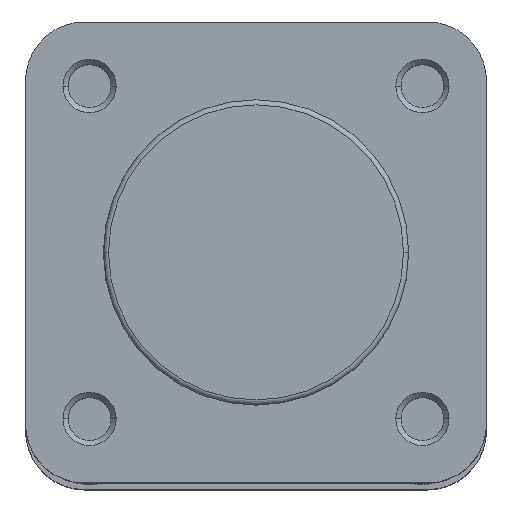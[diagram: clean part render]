
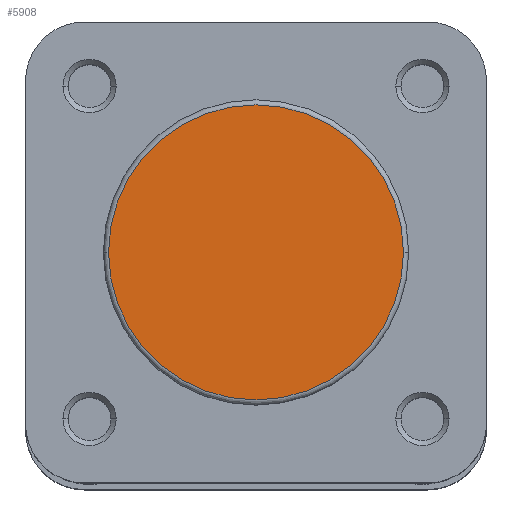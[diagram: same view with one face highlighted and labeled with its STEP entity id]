
A CAD part, top view. The second image highlights one B-rep face of the part: STEP entity #5908.
In plain terms, the highlighted planar face has unit normal (0, 0, 1).
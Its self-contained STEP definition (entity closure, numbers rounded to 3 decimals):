
#88 = VERTEX_POINT ( 'NONE', #371 ) ;
#89 = VERTEX_POINT ( 'NONE', #372 ) ;
#371 = CARTESIAN_POINT ( 'NONE',  ( 14.4, 0., 0. ) ) ;
#372 = CARTESIAN_POINT ( 'NONE',  ( -14.4, 0., 0. ) ) ;
#700 = CARTESIAN_POINT ( 'NONE',  ( 0., 0., 0. ) ) ;
#701 = DIRECTION ( 'NONE',  ( 0., 0., 1. ) ) ;
#702 = DIRECTION ( 'NONE',  ( -1., 0., 0. ) ) ;
#813 = CARTESIAN_POINT ( 'NONE',  ( 0., 0., 0. ) ) ;
#816 = DIRECTION ( 'NONE',  ( 0., 0., 1. ) ) ;
#817 = DIRECTION ( 'NONE',  ( -1., 0., 0. ) ) ;
#1545 = CIRCLE ( 'NONE', #4848, 14.4 ) ;
#1615 = CIRCLE ( 'NONE', #4870, 14.4 ) ;
#2356 = EDGE_LOOP ( 'NONE', ( #5303, #5460 ) ) ;
#3630 = CARTESIAN_POINT ( 'NONE',  ( 0., 14.9, 0. ) ) ;
#3631 = PLANE ( 'NONE',  #5155 ) ;
#3632 = DIRECTION ( 'NONE',  ( 0., 0., -1. ) ) ;
#3633 = DIRECTION ( 'NONE',  ( -1., 0., 0. ) ) ;
#4071 = FACE_OUTER_BOUND ( 'NONE', #2356, .T. ) ;
#4503 = EDGE_CURVE ( 'NONE', #88, #89, #1545, .T. ) ;
#4549 = EDGE_CURVE ( 'NONE', #89, #88, #1615, .T. ) ;
#4848 = AXIS2_PLACEMENT_3D ( 'NONE', #700, #701, #702 ) ;
#4870 = AXIS2_PLACEMENT_3D ( 'NONE', #813, #816, #817 ) ;
#5155 = AXIS2_PLACEMENT_3D ( 'NONE', #3630, #3632, #3633 ) ;
#5303 = ORIENTED_EDGE ( 'NONE', *, *, #4549, .T. ) ;
#5460 = ORIENTED_EDGE ( 'NONE', *, *, #4503, .T. ) ;
#5908 = ADVANCED_FACE ( 'NONE', ( #4071 ), #3631, .F. ) ;
